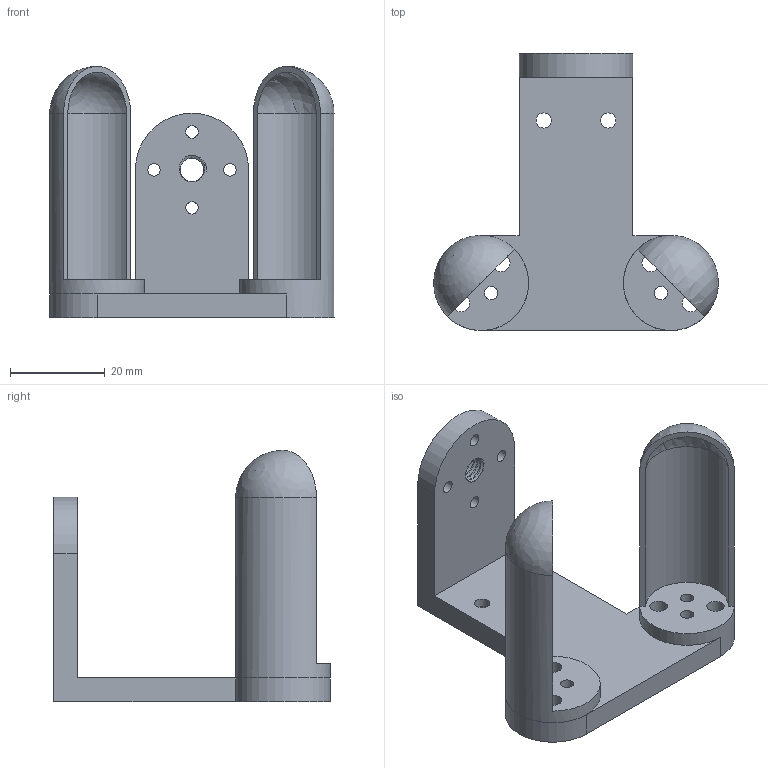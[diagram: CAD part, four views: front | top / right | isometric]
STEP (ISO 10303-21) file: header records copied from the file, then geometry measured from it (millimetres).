
FILE_DESCRIPTION(/* description */ (''),/* implementation_level */ '2;1');
FILE_NAME(/* name */ 'Dual_Igition.step',/* time_stamp */ '2022-11-28T14:28:58-06:00',/* author */ (''),/* organization */ (''),/* preprocessor_version */ 'ST-DEVELOPER v19.2',/* originating_system */ 'Autodesk Translation Framework v11.17.0.187',/* authorisation */ '');
FILE_SCHEMA (('AUTOMOTIVE_DESIGN { 1 0 10303 214 3 1 1 }'));
Length unit declared in the file: millimetre
Products named in the file (1): Dual_Igition
Bounding box: 60 x 58.34 x 53 mm (x, y, z)
Volume: 18374.4 mm3; surface area: 13941.6 mm2
Topology: 1 solids, 1 shells, 69 faces, 189 edges, 122 vertices
Faces by surface type: cylinder 42, plane 21, sphere 4, bspline 2
Full cylindrical faces by diameter (mm): 2.6 x4, 2.8 x6, 3.2 x2, 3.7 x6, 5.035 x3, 5.5 x4, 6.147 x1, 7.5 x2, 20 x2
Entity records: 3179 total; most frequent: CARTESIAN_POINT 1349, DIRECTION 368, ORIENTED_EDGE 366, EDGE_CURVE 183, AXIS2_PLACEMENT_3D 145, VERTEX_POINT 122, EDGE_LOOP 105, LINE 78
